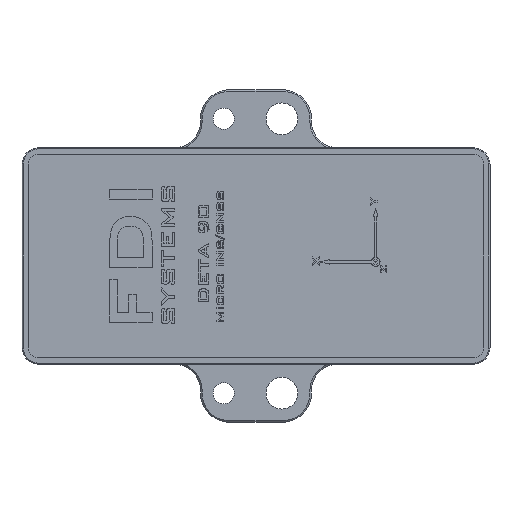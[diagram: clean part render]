
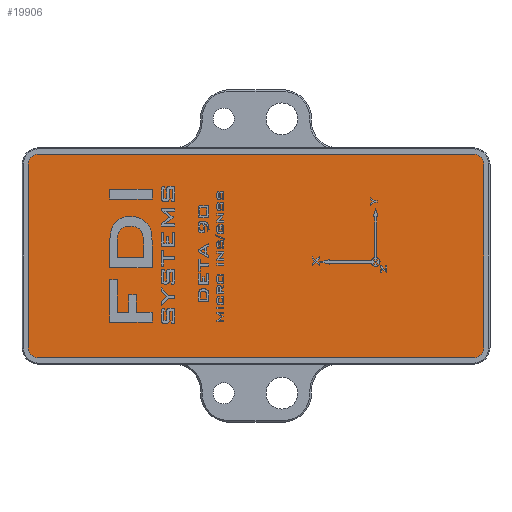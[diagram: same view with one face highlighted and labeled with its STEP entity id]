
A CAD part, left-side view. The second image highlights one B-rep face of the part: STEP entity #19906.
In plain terms, the highlighted planar face has unit normal (-1, 0, 0).
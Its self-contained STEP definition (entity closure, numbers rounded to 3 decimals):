
#17 = DIRECTION ( 'NONE',  ( -1., 0., 0. ) ) ;
#556 = VERTEX_POINT ( 'NONE', #5413 ) ;
#571 = CARTESIAN_POINT ( 'NONE',  ( 0., 21.55, 9.64 ) ) ;
#677 = FACE_OUTER_BOUND ( 'NONE', #14166, .T. ) ;
#741 = CARTESIAN_POINT ( 'NONE',  ( 0., -21.55, 8.64 ) ) ;
#2424 = CARTESIAN_POINT ( 'NONE',  ( 0., -20.55, -8.64 ) ) ;
#2719 = ORIENTED_EDGE ( 'NONE', *, *, #24857, .F. ) ;
#3534 = ORIENTED_EDGE ( 'NONE', *, *, #23440, .T. ) ;
#4061 = DIRECTION ( 'NONE',  ( -1., 0., 0. ) ) ;
#4283 = VECTOR ( 'NONE', #12563, 1000. ) ;
#4461 = EDGE_CURVE ( 'NONE', #13977, #4544, #20414, .T. ) ;
#4544 = VERTEX_POINT ( 'NONE', #9170 ) ;
#4554 = AXIS2_PLACEMENT_3D ( 'NONE', #2424, #10233, #22342 ) ;
#4870 = VERTEX_POINT ( 'NONE', #6967 ) ;
#4932 = CARTESIAN_POINT ( 'NONE',  ( 0., 21.55, -9.64 ) ) ;
#5413 = CARTESIAN_POINT ( 'NONE',  ( 0., -21.55, -8.64 ) ) ;
#5694 = EDGE_CURVE ( 'NONE', #20192, #556, #9037, .T. ) ;
#5945 = CIRCLE ( 'NONE', #23066, 1. ) ;
#6601 = CARTESIAN_POINT ( 'NONE',  ( 0., 21.55, 9.64 ) ) ;
#6673 = DIRECTION ( 'NONE',  ( 1., 0., 0. ) ) ;
#6967 = CARTESIAN_POINT ( 'NONE',  ( 0., 21.55, -8.64 ) ) ;
#7357 = CARTESIAN_POINT ( 'NONE',  ( 0., 20.55, -9.64 ) ) ;
#8196 = DIRECTION ( 'NONE',  ( 0., 0., -1. ) ) ;
#8458 = PLANE ( 'NONE',  #10375 ) ;
#8782 = CIRCLE ( 'NONE', #12043, 1. ) ;
#9024 = CARTESIAN_POINT ( 'NONE',  ( 0., -20.55, -9.64 ) ) ;
#9037 = CIRCLE ( 'NONE', #4554, 1. ) ;
#9170 = CARTESIAN_POINT ( 'NONE',  ( 0., 21.55, 8.64 ) ) ;
#9587 = DIRECTION ( 'NONE',  ( 0., 0., -1. ) ) ;
#10233 = DIRECTION ( 'NONE',  ( -1., 0., 0. ) ) ;
#10375 = AXIS2_PLACEMENT_3D ( 'NONE', #16223, #6673, #24024 ) ;
#10472 = DIRECTION ( 'NONE',  ( 0., 0., -1. ) ) ;
#10627 = ORIENTED_EDGE ( 'NONE', *, *, #24988, .T. ) ;
#11866 = CARTESIAN_POINT ( 'NONE',  ( 0., 20.55, -8.64 ) ) ;
#12043 = AXIS2_PLACEMENT_3D ( 'NONE', #11866, #4061, #9587 ) ;
#12089 = CARTESIAN_POINT ( 'NONE',  ( 0., 20.55, 9.64 ) ) ;
#12357 = DIRECTION ( 'NONE',  ( 0., -1., 0. ) ) ;
#12563 = DIRECTION ( 'NONE',  ( 0., 0., 1. ) ) ;
#12851 = LINE ( 'NONE', #4932, #22644 ) ;
#13749 = ORIENTED_EDGE ( 'NONE', *, *, #23380, .F. ) ;
#13977 = VERTEX_POINT ( 'NONE', #12089 ) ;
#14166 = EDGE_LOOP ( 'NONE', ( #2719, #16183, #13749, #10627, #23577, #23353, #15841, #3534 ) ) ;
#14677 = DIRECTION ( 'NONE',  ( 0., 0., -1. ) ) ;
#15047 = CARTESIAN_POINT ( 'NONE',  ( 0., -21.55, 9.64 ) ) ;
#15841 = ORIENTED_EDGE ( 'NONE', *, *, #24053, .F. ) ;
#16060 = DIRECTION ( 'NONE',  ( -1., 0., 0. ) ) ;
#16165 = LINE ( 'NONE', #6601, #22168 ) ;
#16183 = ORIENTED_EDGE ( 'NONE', *, *, #5694, .T. ) ;
#16223 = CARTESIAN_POINT ( 'NONE',  ( 0., 0., 0. ) ) ;
#16589 = LINE ( 'NONE', #15047, #20230 ) ;
#17390 = DIRECTION ( 'NONE',  ( 0., 1., 0. ) ) ;
#17900 = CARTESIAN_POINT ( 'NONE',  ( 0., -20.55, 8.64 ) ) ;
#18984 = CARTESIAN_POINT ( 'NONE',  ( 0., -20.55, 9.64 ) ) ;
#19053 = EDGE_CURVE ( 'NONE', #13977, #24601, #16165, .T. ) ;
#19183 = AXIS2_PLACEMENT_3D ( 'NONE', #23985, #16060, #10472 ) ;
#19906 = ADVANCED_FACE ( 'NONE', ( #677 ), #8458, .F. ) ;
#20192 = VERTEX_POINT ( 'NONE', #9024 ) ;
#20230 = VECTOR ( 'NONE', #14677, 1000. ) ;
#20414 = CIRCLE ( 'NONE', #19183, 1. ) ;
#21464 = VERTEX_POINT ( 'NONE', #741 ) ;
#21655 = VERTEX_POINT ( 'NONE', #7357 ) ;
#22168 = VECTOR ( 'NONE', #12357, 1000. ) ;
#22342 = DIRECTION ( 'NONE',  ( 0., 0., -1. ) ) ;
#22644 = VECTOR ( 'NONE', #17390, 1000. ) ;
#23066 = AXIS2_PLACEMENT_3D ( 'NONE', #17900, #17, #8196 ) ;
#23353 = ORIENTED_EDGE ( 'NONE', *, *, #4461, .T. ) ;
#23380 = EDGE_CURVE ( 'NONE', #21464, #556, #16589, .T. ) ;
#23440 = EDGE_CURVE ( 'NONE', #4870, #21655, #8782, .T. ) ;
#23577 = ORIENTED_EDGE ( 'NONE', *, *, #19053, .F. ) ;
#23985 = CARTESIAN_POINT ( 'NONE',  ( 0., 20.55, 8.64 ) ) ;
#24024 = DIRECTION ( 'NONE',  ( 0., 0., -1. ) ) ;
#24053 = EDGE_CURVE ( 'NONE', #4870, #4544, #24171, .T. ) ;
#24171 = LINE ( 'NONE', #571, #4283 ) ;
#24601 = VERTEX_POINT ( 'NONE', #18984 ) ;
#24857 = EDGE_CURVE ( 'NONE', #20192, #21655, #12851, .T. ) ;
#24988 = EDGE_CURVE ( 'NONE', #21464, #24601, #5945, .T. ) ;
